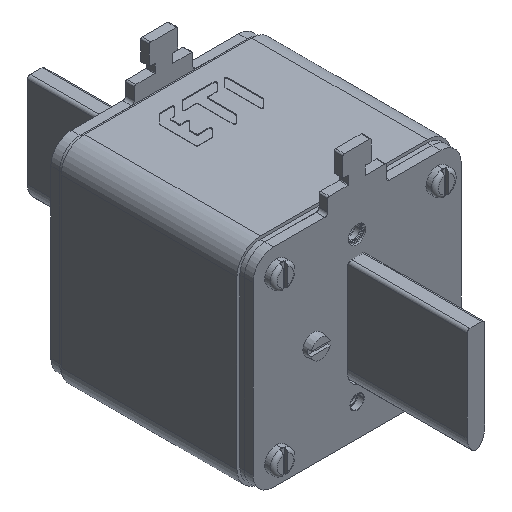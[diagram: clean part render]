
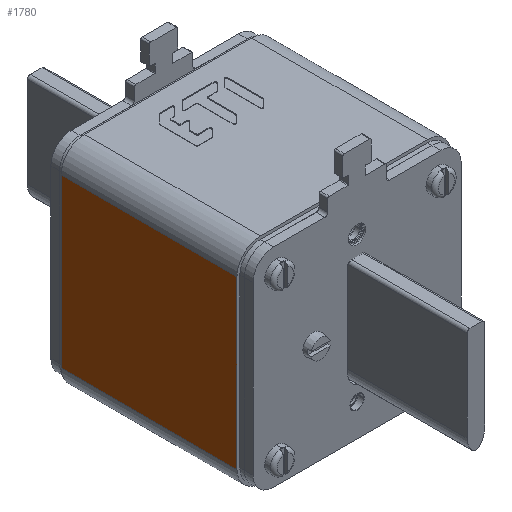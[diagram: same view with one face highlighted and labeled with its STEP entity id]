
A CAD part, isometric view. The second image highlights one B-rep face of the part: STEP entity #1780.
In plain terms, the highlighted face is planar.
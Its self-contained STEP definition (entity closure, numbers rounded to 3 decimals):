
#204=DIRECTION('',(0.,0.,1.));
#205=VECTOR('',#204,60.);
#206=CARTESIAN_POINT('',(36.5,28.5,-30.));
#207=LINE('',#206,#205);
#218=DIRECTION('',(0.,-1.,0.));
#219=VECTOR('',#218,57.);
#220=CARTESIAN_POINT('',(36.5,28.5,-30.));
#221=LINE('',#220,#219);
#232=DIRECTION('',(0.,0.,-1.));
#233=VECTOR('',#232,60.);
#234=CARTESIAN_POINT('',(36.5,-28.5,30.));
#235=LINE('',#234,#233);
#591=DIRECTION('',(0.,-1.,0.));
#592=VECTOR('',#591,57.);
#593=CARTESIAN_POINT('',(36.5,28.5,30.));
#594=LINE('',#593,#592);
#1484=CARTESIAN_POINT('',(36.5,28.5,-30.));
#1486=VERTEX_POINT('',#1484);
#1498=CARTESIAN_POINT('',(36.5,-28.5,-30.));
#1499=VERTEX_POINT('',#1498);
#1500=CARTESIAN_POINT('',(36.5,28.5,30.));
#1501=VERTEX_POINT('',#1500);
#1504=CARTESIAN_POINT('',(36.5,-28.5,30.));
#1505=VERTEX_POINT('',#1504);
#1767=CARTESIAN_POINT('',(36.5,-36.5,-30.));
#1768=DIRECTION('',(1.,0.,0.));
#1769=DIRECTION('',(0.,1.,0.));
#1770=AXIS2_PLACEMENT_3D('',#1767,#1768,#1769);
#1771=PLANE('',#1770);
#1772=ORIENTED_EDGE('',*,*,#1758,.F.);
#1773=ORIENTED_EDGE('',*,*,#1747,.T.);
#1775=ORIENTED_EDGE('',*,*,#1774,.F.);
#1777=ORIENTED_EDGE('',*,*,#1776,.F.);
#1778=EDGE_LOOP('',(#1772,#1773,#1775,#1777));
#1779=FACE_OUTER_BOUND('',#1778,.F.);
#1747=EDGE_CURVE('',#1486,#1499,#221,.T.);
#1758=EDGE_CURVE('',#1486,#1501,#207,.T.);
#1774=EDGE_CURVE('',#1505,#1499,#235,.T.);
#1776=EDGE_CURVE('',#1501,#1505,#594,.T.);
#1780=ADVANCED_FACE('',(#1779),#1771,.T.);
